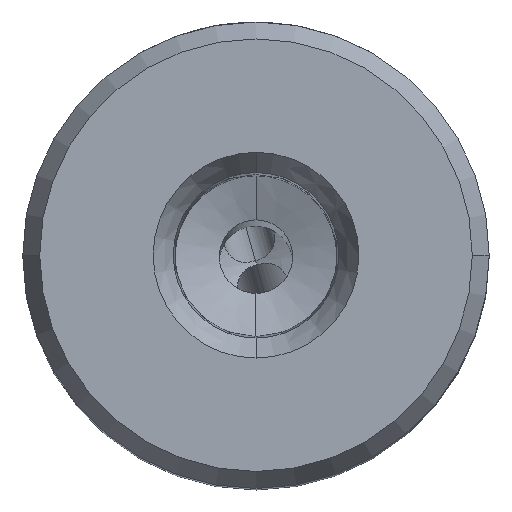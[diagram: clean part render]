
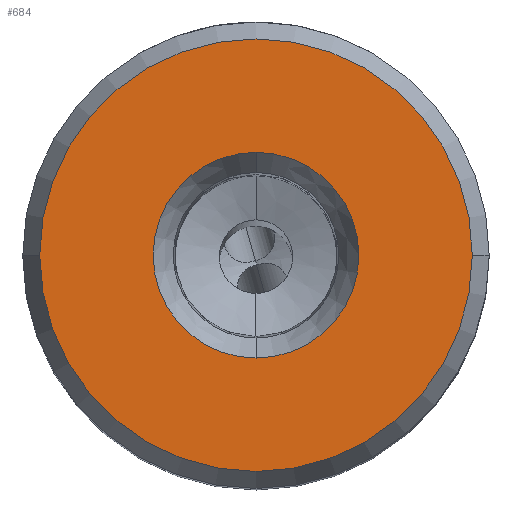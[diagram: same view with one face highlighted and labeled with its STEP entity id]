
A CAD part, top view. The second image highlights one B-rep face of the part: STEP entity #684.
In plain terms, the highlighted planar face has unit normal (0, 0, 1).
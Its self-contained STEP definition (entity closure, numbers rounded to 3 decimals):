
#44=FACE_BOUND('',#1067,.T.);
#45=FACE_BOUND('',#1068,.T.);
#684=ADVANCED_FACE('',(#44,#45),#794,.T.);
#794=PLANE('',#3628);
#1067=EDGE_LOOP('',(#1711,#1712));
#1068=EDGE_LOOP('',(#1713,#1714));
#1204=CIRCLE('',#3622,7.);
#1205=CIRCLE('',#3624,7.);
#1206=CIRCLE('',#3626,14.72);
#1207=CIRCLE('',#3627,14.72);
#1711=ORIENTED_EDGE('',*,*,#3036,.T.);
#1712=ORIENTED_EDGE('',*,*,#3037,.T.);
#1713=ORIENTED_EDGE('',*,*,#3038,.T.);
#1714=ORIENTED_EDGE('',*,*,#3039,.T.);
#2586=VERTEX_POINT('',#11045);
#2587=VERTEX_POINT('',#11047);
#2588=VERTEX_POINT('',#11053);
#2589=VERTEX_POINT('',#11054);
#3036=EDGE_CURVE('',#2586,#2587,#1204,.T.);
#3037=EDGE_CURVE('',#2587,#2586,#1205,.T.);
#3038=EDGE_CURVE('',#2588,#2589,#1206,.T.);
#3039=EDGE_CURVE('',#2589,#2588,#1207,.T.);
#3622=AXIS2_PLACEMENT_3D('',#11048,#3984,#3985);
#3624=AXIS2_PLACEMENT_3D('',#11050,#3988,#3989);
#3626=AXIS2_PLACEMENT_3D('',#11052,#3992,#3993);
#3627=AXIS2_PLACEMENT_3D('',#11055,#3994,#3995);
#3628=AXIS2_PLACEMENT_3D('',#11056,#3996,#3997);
#3984=DIRECTION('',(0.,0.,-1.));
#3985=DIRECTION('',(0.,-1.,0.));
#3988=DIRECTION('',(0.,0.,-1.));
#3989=DIRECTION('',(0.,1.,0.));
#3992=DIRECTION('',(0.,0.,1.));
#3993=DIRECTION('',(-1.,0.,0.));
#3994=DIRECTION('',(0.,0.,1.));
#3995=DIRECTION('',(1.,0.,0.));
#3996=DIRECTION('',(0.,0.,1.));
#3997=DIRECTION('',(-1.,0.,0.));
#11045=CARTESIAN_POINT('',(0.,-7.,30.2));
#11047=CARTESIAN_POINT('',(0.,7.,30.2));
#11048=CARTESIAN_POINT('',(0.,0.,30.2));
#11050=CARTESIAN_POINT('',(0.,0.,30.2));
#11052=CARTESIAN_POINT('',(0.,0.,30.2));
#11053=CARTESIAN_POINT('',(-14.72,0.,30.2));
#11054=CARTESIAN_POINT('',(14.72,0.,30.2));
#11055=CARTESIAN_POINT('',(0.,0.,30.2));
#11056=CARTESIAN_POINT('',(0.,0.,30.2));
